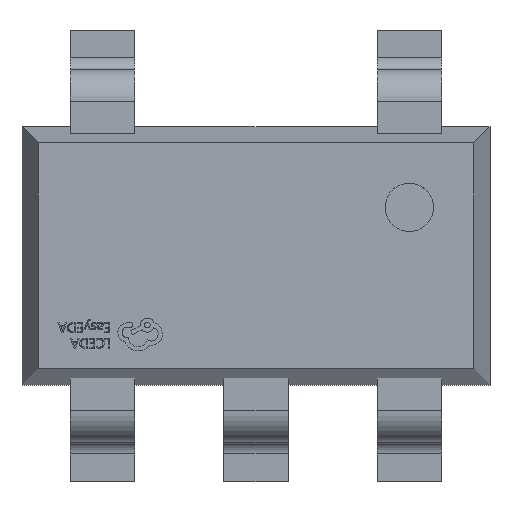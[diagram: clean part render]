
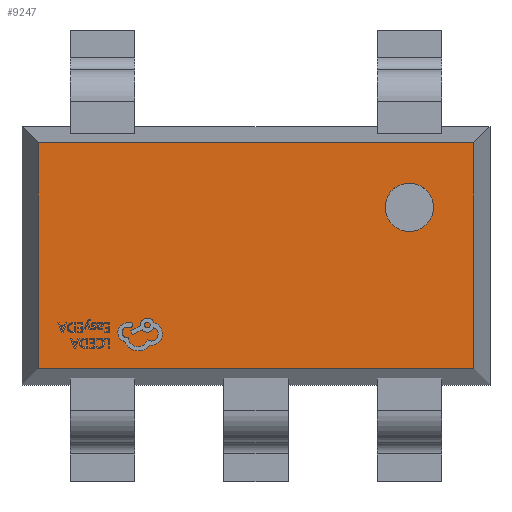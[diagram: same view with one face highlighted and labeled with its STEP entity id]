
A CAD part, top view. The second image highlights one B-rep face of the part: STEP entity #9247.
In plain terms, the highlighted planar face has unit normal (0, 0, 1).
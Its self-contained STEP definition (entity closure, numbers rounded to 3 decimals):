
#77 = PLANE ( 'NONE',  #13097 ) ;
#359 = CARTESIAN_POINT ( 'NONE',  ( -1.35, -0.7, 0.35 ) ) ;
#914 = CIRCLE ( 'NONE', #4818, 0.15 ) ;
#1416 = DIRECTION ( 'NONE',  ( 0., 0., 1. ) ) ;
#2393 = EDGE_CURVE ( 'NONE', #8102, #14204, #5857, .T. ) ;
#2683 = DIRECTION ( 'NONE',  ( 0., 1., 0. ) ) ;
#2736 = EDGE_LOOP ( 'NONE', ( #7175, #6327 ) ) ;
#2833 = LINE ( 'NONE', #13264, #10737 ) ;
#3309 = VERTEX_POINT ( 'NONE', #359 ) ;
#3376 = DIRECTION ( 'NONE',  ( 0., -1., 0. ) ) ;
#3532 = CARTESIAN_POINT ( 'NONE',  ( 0., 0., 0.35 ) ) ;
#3556 = CARTESIAN_POINT ( 'NONE',  ( -1.35, 0.7, 0.35 ) ) ;
#4571 = ORIENTED_EDGE ( 'NONE', *, *, #2393, .T. ) ;
#4759 = EDGE_LOOP ( 'NONE', ( #11011, #8040, #6981, #4571 ) ) ;
#4814 = CARTESIAN_POINT ( 'NONE',  ( 1.1, 0.3, 0.35 ) ) ;
#4818 = AXIS2_PLACEMENT_3D ( 'NONE', #5003, #5225, #11943 ) ;
#4883 = LINE ( 'NONE', #5111, #5955 ) ;
#5003 = CARTESIAN_POINT ( 'NONE',  ( 0.95, 0.3, 0.35 ) ) ;
#5111 = CARTESIAN_POINT ( 'NONE',  ( -1.35, -0.7, 0.35 ) ) ;
#5225 = DIRECTION ( 'NONE',  ( 0., 0., 1. ) ) ;
#5857 = LINE ( 'NONE', #3556, #13750 ) ;
#5859 = AXIS2_PLACEMENT_3D ( 'NONE', #8410, #11266, #8870 ) ;
#5955 = VECTOR ( 'NONE', #9649, 1000. ) ;
#6327 = ORIENTED_EDGE ( 'NONE', *, *, #10789, .F. ) ;
#6469 = CARTESIAN_POINT ( 'NONE',  ( 1.35, 0.7, 0.35 ) ) ;
#6583 = VECTOR ( 'NONE', #3376, 1000. ) ;
#6770 = LINE ( 'NONE', #11392, #6583 ) ;
#6905 = VERTEX_POINT ( 'NONE', #4814 ) ;
#6981 = ORIENTED_EDGE ( 'NONE', *, *, #10242, .T. ) ;
#7175 = ORIENTED_EDGE ( 'NONE', *, *, #11895, .F. ) ;
#7251 = DIRECTION ( 'NONE',  ( -1., 0., 0. ) ) ;
#8040 = ORIENTED_EDGE ( 'NONE', *, *, #13288, .T. ) ;
#8102 = VERTEX_POINT ( 'NONE', #6469 ) ;
#8410 = CARTESIAN_POINT ( 'NONE',  ( 0.95, 0.3, 0.35 ) ) ;
#8870 = DIRECTION ( 'NONE',  ( 1., 0., 0. ) ) ;
#9247 = ADVANCED_FACE ( 'NONE', ( #9528, #10721 ), #77, .T. ) ;
#9528 = FACE_BOUND ( 'NONE', #2736, .T. ) ;
#9649 = DIRECTION ( 'NONE',  ( 1., 0., 0. ) ) ;
#10242 = EDGE_CURVE ( 'NONE', #11296, #8102, #2833, .T. ) ;
#10433 = DIRECTION ( 'NONE',  ( 1., 0., 0. ) ) ;
#10715 = VERTEX_POINT ( 'NONE', #10971 ) ;
#10721 = FACE_OUTER_BOUND ( 'NONE', #4759, .T. ) ;
#10737 = VECTOR ( 'NONE', #2683, 1000. ) ;
#10789 = EDGE_CURVE ( 'NONE', #10715, #6905, #914, .T. ) ;
#10971 = CARTESIAN_POINT ( 'NONE',  ( 0.8, 0.3, 0.35 ) ) ;
#11011 = ORIENTED_EDGE ( 'NONE', *, *, #12258, .T. ) ;
#11266 = DIRECTION ( 'NONE',  ( 0., 0., 1. ) ) ;
#11296 = VERTEX_POINT ( 'NONE', #12773 ) ;
#11392 = CARTESIAN_POINT ( 'NONE',  ( -1.35, 0.7, 0.35 ) ) ;
#11519 = CARTESIAN_POINT ( 'NONE',  ( -1.35, 0.7, 0.35 ) ) ;
#11614 = CIRCLE ( 'NONE', #5859, 0.15 ) ;
#11895 = EDGE_CURVE ( 'NONE', #6905, #10715, #11614, .T. ) ;
#11943 = DIRECTION ( 'NONE',  ( 1., 0., 0. ) ) ;
#12258 = EDGE_CURVE ( 'NONE', #14204, #3309, #6770, .T. ) ;
#12773 = CARTESIAN_POINT ( 'NONE',  ( 1.35, -0.7, 0.35 ) ) ;
#13097 = AXIS2_PLACEMENT_3D ( 'NONE', #3532, #1416, #10433 ) ;
#13264 = CARTESIAN_POINT ( 'NONE',  ( 1.35, 0.7, 0.35 ) ) ;
#13288 = EDGE_CURVE ( 'NONE', #3309, #11296, #4883, .T. ) ;
#13750 = VECTOR ( 'NONE', #7251, 1000. ) ;
#14204 = VERTEX_POINT ( 'NONE', #11519 ) ;
